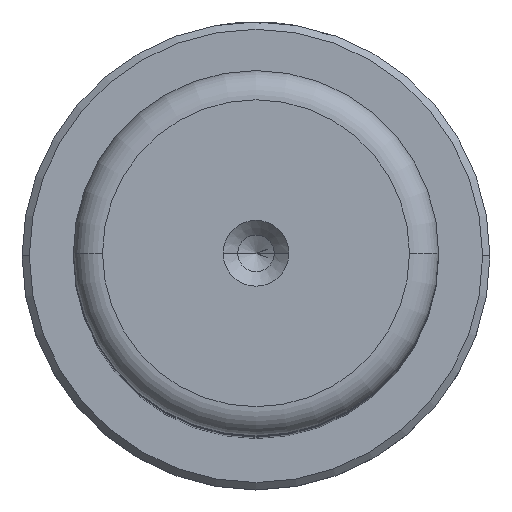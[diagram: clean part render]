
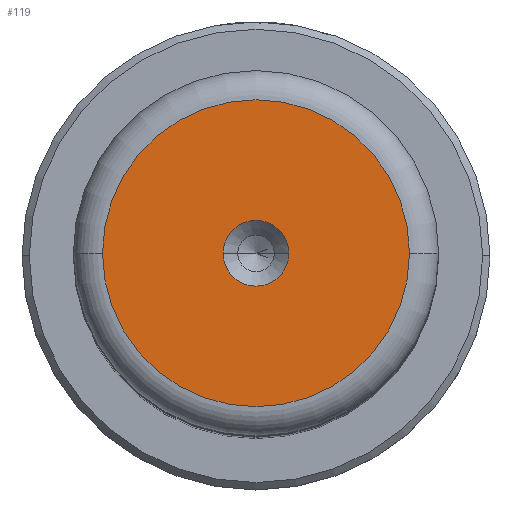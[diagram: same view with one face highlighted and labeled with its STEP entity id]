
A CAD part, top view. The second image highlights one B-rep face of the part: STEP entity #119.
In plain terms, the highlighted planar face has unit normal (0, 0, 1).
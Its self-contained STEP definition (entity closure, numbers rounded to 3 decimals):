
#18 = CARTESIAN_POINT ( 'NONE',  ( 0., 0., 126. ) ) ;
#24 = CARTESIAN_POINT ( 'NONE',  ( 2.25, 0., 126. ) ) ;
#119 = ADVANCED_FACE ( 'NONE', ( #1815, #522 ), #2997, .T. ) ;
#206 = EDGE_LOOP ( 'NONE', ( #578, #579 ) ) ;
#252 = DIRECTION ( 'NONE',  ( 1., 0., 0. ) ) ;
#299 = CIRCLE ( 'NONE', #1005, 2.25 ) ;
#522 = FACE_OUTER_BOUND ( 'NONE', #206, .T. ) ;
#578 = ORIENTED_EDGE ( 'NONE', *, *, #1419, .T. ) ;
#579 = ORIENTED_EDGE ( 'NONE', *, *, #1441, .T. ) ;
#698 = DIRECTION ( 'NONE',  ( 1., 0., 0. ) ) ;
#793 = AXIS2_PLACEMENT_3D ( 'NONE', #18, #1616, #252 ) ;
#815 = DIRECTION ( 'NONE',  ( 0., 0., 1. ) ) ;
#854 = AXIS2_PLACEMENT_3D ( 'NONE', #2194, #815, #2436 ) ;
#890 = CIRCLE ( 'NONE', #793, 10.495 ) ;
#897 = VERTEX_POINT ( 'NONE', #2585 ) ;
#903 = CARTESIAN_POINT ( 'NONE',  ( 10.495, 0., 126. ) ) ;
#941 = EDGE_LOOP ( 'NONE', ( #1009, #1826 ) ) ;
#1005 = AXIS2_PLACEMENT_3D ( 'NONE', #1109, #2261, #1277 ) ;
#1009 = ORIENTED_EDGE ( 'NONE', *, *, #1131, .F. ) ;
#1028 = DIRECTION ( 'NONE',  ( 0., 0., 1. ) ) ;
#1099 = EDGE_CURVE ( 'NONE', #897, #2278, #2141, .T. ) ;
#1109 = CARTESIAN_POINT ( 'NONE',  ( 0., 0., 126. ) ) ;
#1131 = EDGE_CURVE ( 'NONE', #2278, #897, #299, .T. ) ;
#1153 = CARTESIAN_POINT ( 'NONE',  ( 0., 0., 126. ) ) ;
#1167 = CARTESIAN_POINT ( 'NONE',  ( -10.495, 0., 126. ) ) ;
#1256 = AXIS2_PLACEMENT_3D ( 'NONE', #2422, #1028, #2645 ) ;
#1277 = DIRECTION ( 'NONE',  ( 1., 0., 0. ) ) ;
#1419 = EDGE_CURVE ( 'NONE', #2892, #2237, #890, .T. ) ;
#1441 = EDGE_CURVE ( 'NONE', #2237, #2892, #2032, .T. ) ;
#1600 = DIRECTION ( 'NONE',  ( 0., 0., 1. ) ) ;
#1616 = DIRECTION ( 'NONE',  ( 0., 0., 1. ) ) ;
#1815 = FACE_BOUND ( 'NONE', #941, .T. ) ;
#1826 = ORIENTED_EDGE ( 'NONE', *, *, #1099, .F. ) ;
#2032 = CIRCLE ( 'NONE', #1256, 10.495 ) ;
#2141 = CIRCLE ( 'NONE', #854, 2.25 ) ;
#2194 = CARTESIAN_POINT ( 'NONE',  ( 0., 0., 126. ) ) ;
#2237 = VERTEX_POINT ( 'NONE', #1167 ) ;
#2261 = DIRECTION ( 'NONE',  ( 0., 0., 1. ) ) ;
#2278 = VERTEX_POINT ( 'NONE', #24 ) ;
#2422 = CARTESIAN_POINT ( 'NONE',  ( 0., 0., 126. ) ) ;
#2436 = DIRECTION ( 'NONE',  ( 1., 0., 0. ) ) ;
#2585 = CARTESIAN_POINT ( 'NONE',  ( -2.25, 0., 126. ) ) ;
#2645 = DIRECTION ( 'NONE',  ( 1., 0., 0. ) ) ;
#2788 = AXIS2_PLACEMENT_3D ( 'NONE', #1153, #1600, #698 ) ;
#2892 = VERTEX_POINT ( 'NONE', #903 ) ;
#2997 = PLANE ( 'NONE',  #2788 ) ;
